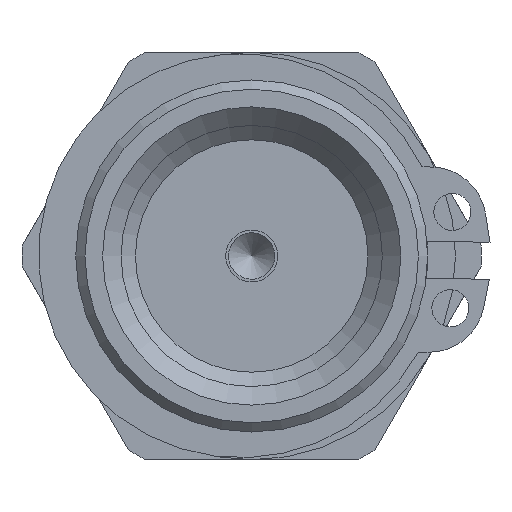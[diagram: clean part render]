
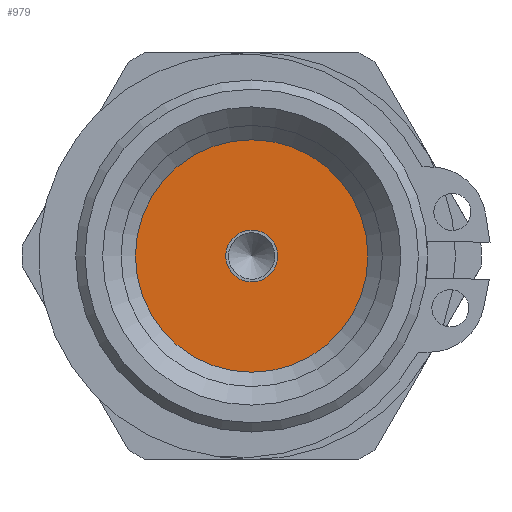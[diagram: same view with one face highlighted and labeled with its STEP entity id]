
A CAD part, left-side view. The second image highlights one B-rep face of the part: STEP entity #979.
In plain terms, the highlighted planar face has unit normal (-1, 0, 0).
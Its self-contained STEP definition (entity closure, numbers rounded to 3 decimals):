
#249=FACE_BOUND('',#322,.T.);
#262=FACE_OUTER_BOUND('',#321,.T.);
#321=EDGE_LOOP('',(#677));
#322=EDGE_LOOP('',(#678));
#392=CIRCLE('',#1063,6.275);
#393=CIRCLE('',#1064,1.4);
#454=VERTEX_POINT('',#1504);
#455=VERTEX_POINT('',#1506);
#541=EDGE_CURVE('',#454,#454,#392,.T.);
#542=EDGE_CURVE('',#455,#455,#393,.T.);
#677=ORIENTED_EDGE('',*,*,#541,.F.);
#678=ORIENTED_EDGE('',*,*,#542,.T.);
#949=PLANE('',#1062);
#979=ADVANCED_FACE('',(#262,#249),#949,.F.);
#1062=AXIS2_PLACEMENT_3D('',#1503,#1187,#1188);
#1063=AXIS2_PLACEMENT_3D('',#1505,#1189,#1190);
#1064=AXIS2_PLACEMENT_3D('',#1507,#1191,#1192);
#1187=DIRECTION('center_axis',(1.,0.,0.));
#1188=DIRECTION('ref_axis',(0.,0.,-1.));
#1189=DIRECTION('center_axis',(1.,0.,0.));
#1190=DIRECTION('ref_axis',(0.,0.,1.));
#1191=DIRECTION('center_axis',(1.,0.,0.));
#1192=DIRECTION('ref_axis',(0.,-0.111,-0.994));
#1503=CARTESIAN_POINT('Origin',(10.2,0.,0.));
#1504=CARTESIAN_POINT('',(10.2,0.,-6.275));
#1505=CARTESIAN_POINT('Origin',(10.2,0.,0.));
#1506=CARTESIAN_POINT('',(10.2,0.155,1.391));
#1507=CARTESIAN_POINT('Origin',(10.2,0.,0.));
